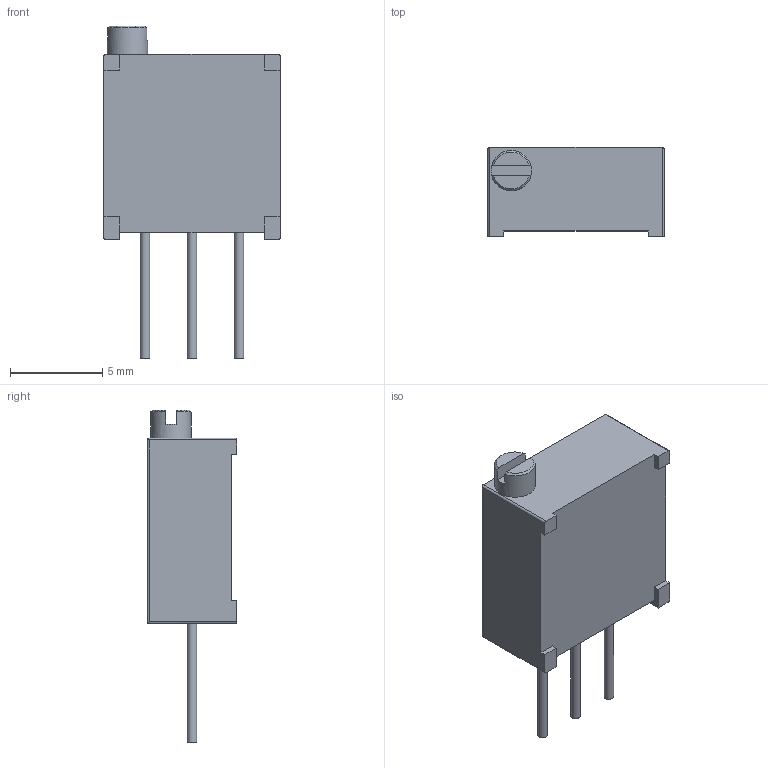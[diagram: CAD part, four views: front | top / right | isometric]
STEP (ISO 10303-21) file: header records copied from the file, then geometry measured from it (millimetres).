
FILE_DESCRIPTION(('STEP AP214'), '1');
FILE_NAME('TRIMPOT', '', ('UNSPECIFIED'), ('UNSPECIFIED'), 'C3D Converter', 'C3D Toolkit', '');
FILE_SCHEMA(('AUTOMOTIVE_DESIGN { 1 0 10303 214 3 1 1}'));
Length unit declared in the file: millimetre
Bounding box: 9.53 x 4.83 x 17.95 mm (x, y, z)
Volume: 429.4 mm3; surface area: 415.9 mm2
Topology: 1 solids, 1 shells, 270 faces, 761 edges, 506 vertices
Faces by surface type: extrusion 157, plane 101, cylinder 10, cone 2
Full cylindrical faces by diameter (mm): 0.51 x3, 2.19 x1
Entity records: 11025 total; most frequent: CARTESIAN_POINT 2524, ORIENTED_EDGE 1514, DIRECTION 838, EDGE_CURVE 757, VECTOR 574, VERTEX_POINT 506, B_SPLINE_CURVE_WITH_KNOTS 475, LINE 417
